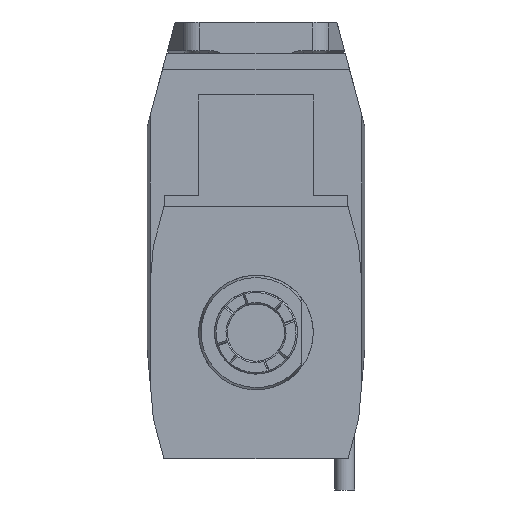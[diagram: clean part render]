
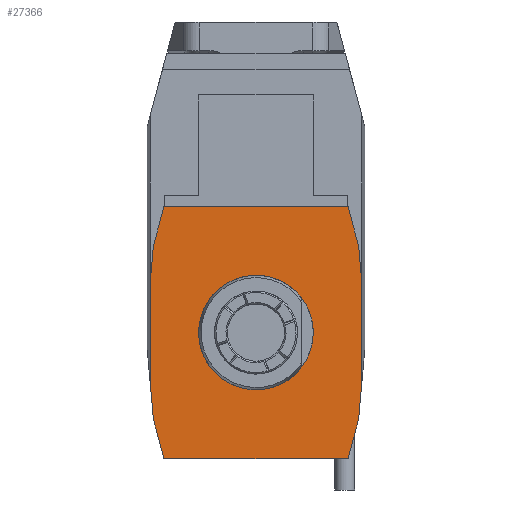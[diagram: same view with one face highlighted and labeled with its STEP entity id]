
A CAD part, front view. The second image highlights one B-rep face of the part: STEP entity #27366.
In plain terms, the highlighted planar face has unit normal (0, -1, 0).
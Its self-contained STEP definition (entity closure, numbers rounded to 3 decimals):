
#95 = CARTESIAN_POINT ( 'NONE',  ( 35.867, -100., -80.155 ) ) ;
#682 = LINE ( 'NONE', #16570, #21730 ) ;
#973 = CARTESIAN_POINT ( 'NONE',  ( -37., -100., -67.21 ) ) ;
#1040 = VECTOR ( 'NONE', #15077, 1000. ) ;
#1077 = DIRECTION ( 'NONE',  ( -0.087, 0., -0.996 ) ) ;
#1168 = DIRECTION ( 'NONE',  ( 0., 0., -1. ) ) ;
#1728 = DIRECTION ( 'NONE',  ( -1., 0., 0. ) ) ;
#2067 = CIRCLE ( 'NONE', #13732, 19.656 ) ;
#2443 = ORIENTED_EDGE ( 'NONE', *, *, #3043, .F. ) ;
#2672 = ORIENTED_EDGE ( 'NONE', *, *, #27867, .F. ) ;
#2722 = CARTESIAN_POINT ( 'NONE',  ( -32.158, -100., -6. ) ) ;
#2748 = ORIENTED_EDGE ( 'NONE', *, *, #6053, .F. ) ;
#3043 = EDGE_CURVE ( 'NONE', #18997, #27663, #10993, .T. ) ;
#3156 = DIRECTION ( 'NONE',  ( -1., 0., 0. ) ) ;
#3179 = EDGE_CURVE ( 'NONE', #25209, #25550, #22189, .T. ) ;
#3886 = CARTESIAN_POINT ( 'NONE',  ( 35.867, -100., -80.155 ) ) ;
#3896 = CARTESIAN_POINT ( 'NONE',  ( 35.867, -100., -19.845 ) ) ;
#4065 = EDGE_CURVE ( 'NONE', #19905, #17283, #13815, .T. ) ;
#4190 = EDGE_CURVE ( 'NONE', #25209, #13902, #12660, .T. ) ;
#4680 = VECTOR ( 'NONE', #20988, 1000. ) ;
#4722 = VECTOR ( 'NONE', #1077, 1000. ) ;
#5171 = LINE ( 'NONE', #7346, #4722 ) ;
#5545 = CARTESIAN_POINT ( 'NONE',  ( -32.158, -100., -6. ) ) ;
#6053 = EDGE_CURVE ( 'NONE', #10606, #26627, #682, .T. ) ;
#6115 = CARTESIAN_POINT ( 'NONE',  ( 0., -100., -50. ) ) ;
#7346 = CARTESIAN_POINT ( 'NONE',  ( 42.314, -100., -6.465 ) ) ;
#7521 = LINE ( 'NONE', #2722, #22492 ) ;
#8038 = VERTEX_POINT ( 'NONE', #21262 ) ;
#8057 = LINE ( 'NONE', #19265, #9381 ) ;
#8308 = CARTESIAN_POINT ( 'NONE',  ( 32.158, -100., -6. ) ) ;
#8638 = VECTOR ( 'NONE', #22340, 1000. ) ;
#9381 = VECTOR ( 'NONE', #18983, 1000. ) ;
#9773 = LINE ( 'NONE', #10227, #14375 ) ;
#9817 = LINE ( 'NONE', #18689, #4680 ) ;
#9832 = CARTESIAN_POINT ( 'NONE',  ( -37., -100., -32.79 ) ) ;
#10161 = ORIENTED_EDGE ( 'NONE', *, *, #23439, .F. ) ;
#10227 = CARTESIAN_POINT ( 'NONE',  ( -35.867, -100., -19.845 ) ) ;
#10606 = VERTEX_POINT ( 'NONE', #20617 ) ;
#10993 = LINE ( 'NONE', #13038, #11861 ) ;
#11252 = DIRECTION ( 'NONE',  ( 1., 0., 0. ) ) ;
#11861 = VECTOR ( 'NONE', #21874, 1000. ) ;
#11999 = EDGE_LOOP ( 'NONE', ( #15253 ) ) ;
#12412 = DIRECTION ( 'NONE',  ( 0., 1., 0. ) ) ;
#12541 = CARTESIAN_POINT ( 'NONE',  ( 37., -100., -6. ) ) ;
#12579 = ORIENTED_EDGE ( 'NONE', *, *, #4190, .F. ) ;
#12660 = LINE ( 'NONE', #28544, #26215 ) ;
#12798 = EDGE_CURVE ( 'NONE', #22029, #15630, #23333, .T. ) ;
#12931 = DIRECTION ( 'NONE',  ( -0.087, 0., 0.996 ) ) ;
#12954 = FACE_OUTER_BOUND ( 'NONE', #13332, .T. ) ;
#12957 = ORIENTED_EDGE ( 'NONE', *, *, #3179, .T. ) ;
#13038 = CARTESIAN_POINT ( 'NONE',  ( -34.112, -100., 0.221 ) ) ;
#13332 = EDGE_LOOP ( 'NONE', ( #17169, #2672, #2748, #10161, #22291, #26639, #20489, #2443, #23083, #12579, #12957, #14807 ) ) ;
#13428 = CARTESIAN_POINT ( 'NONE',  ( 32.158, -100., -94. ) ) ;
#13732 = AXIS2_PLACEMENT_3D ( 'NONE', #6115, #12412, #1168 ) ;
#13735 = EDGE_CURVE ( 'NONE', #25550, #19905, #24427, .T. ) ;
#13815 = LINE ( 'NONE', #95, #20685 ) ;
#13902 = VERTEX_POINT ( 'NONE', #973 ) ;
#13967 = CARTESIAN_POINT ( 'NONE',  ( -35.867, -100., -80.155 ) ) ;
#14375 = VECTOR ( 'NONE', #25439, 1000. ) ;
#14490 = EDGE_CURVE ( 'NONE', #8038, #8038, #2067, .T. ) ;
#14703 = PLANE ( 'NONE',  #26541 ) ;
#14799 = CARTESIAN_POINT ( 'NONE',  ( 32.158, -100., -6. ) ) ;
#14807 = ORIENTED_EDGE ( 'NONE', *, *, #13735, .T. ) ;
#15077 = DIRECTION ( 'NONE',  ( -0.259, 0., 0.966 ) ) ;
#15253 = ORIENTED_EDGE ( 'NONE', *, *, #14490, .T. ) ;
#15557 = VERTEX_POINT ( 'NONE', #5545 ) ;
#15630 = VERTEX_POINT ( 'NONE', #8308 ) ;
#15944 = EDGE_CURVE ( 'NONE', #15630, #15557, #7521, .T. ) ;
#16570 = CARTESIAN_POINT ( 'NONE',  ( 37., -100., -6. ) ) ;
#17167 = DIRECTION ( 'NONE',  ( 0., -1., 0. ) ) ;
#17169 = ORIENTED_EDGE ( 'NONE', *, *, #4065, .T. ) ;
#17283 = VERTEX_POINT ( 'NONE', #3886 ) ;
#17568 = CARTESIAN_POINT ( 'NONE',  ( -32.158, -100., -94. ) ) ;
#18033 = DIRECTION ( 'NONE',  ( 0.259, 0., 0.966 ) ) ;
#18689 = CARTESIAN_POINT ( 'NONE',  ( 34.674, -100., -6.204 ) ) ;
#18983 = DIRECTION ( 'NONE',  ( 0., 0., -1. ) ) ;
#18997 = VERTEX_POINT ( 'NONE', #9832 ) ;
#19265 = CARTESIAN_POINT ( 'NONE',  ( -37., -100., -6. ) ) ;
#19905 = VERTEX_POINT ( 'NONE', #28178 ) ;
#20462 = CARTESIAN_POINT ( 'NONE',  ( 37., -100., -67.21 ) ) ;
#20489 = ORIENTED_EDGE ( 'NONE', *, *, #21691, .T. ) ;
#20617 = CARTESIAN_POINT ( 'NONE',  ( 37., -100., -32.79 ) ) ;
#20685 = VECTOR ( 'NONE', #18033, 1000. ) ;
#20988 = DIRECTION ( 'NONE',  ( 0.087, 0., -0.996 ) ) ;
#21262 = CARTESIAN_POINT ( 'NONE',  ( 0., -100., -69.656 ) ) ;
#21643 = FACE_BOUND ( 'NONE', #11999, .T. ) ;
#21691 = EDGE_CURVE ( 'NONE', #15557, #27663, #9773, .T. ) ;
#21730 = VECTOR ( 'NONE', #24965, 1000. ) ;
#21874 = DIRECTION ( 'NONE',  ( 0.087, 0., 0.996 ) ) ;
#22029 = VERTEX_POINT ( 'NONE', #3896 ) ;
#22189 = LINE ( 'NONE', #17568, #8638 ) ;
#22291 = ORIENTED_EDGE ( 'NONE', *, *, #12798, .T. ) ;
#22340 = DIRECTION ( 'NONE',  ( 0.259, 0., -0.966 ) ) ;
#22492 = VECTOR ( 'NONE', #3156, 1000. ) ;
#23083 = ORIENTED_EDGE ( 'NONE', *, *, #27935, .T. ) ;
#23333 = LINE ( 'NONE', #14799, #1040 ) ;
#23439 = EDGE_CURVE ( 'NONE', #22029, #10606, #9817, .T. ) ;
#24050 = CARTESIAN_POINT ( 'NONE',  ( -35.867, -100., -19.845 ) ) ;
#24427 = LINE ( 'NONE', #13428, #25701 ) ;
#24965 = DIRECTION ( 'NONE',  ( 0., 0., -1. ) ) ;
#25209 = VERTEX_POINT ( 'NONE', #13967 ) ;
#25439 = DIRECTION ( 'NONE',  ( -0.259, 0., -0.966 ) ) ;
#25550 = VERTEX_POINT ( 'NONE', #27922 ) ;
#25701 = VECTOR ( 'NONE', #11252, 1000. ) ;
#26215 = VECTOR ( 'NONE', #12931, 1000. ) ;
#26541 = AXIS2_PLACEMENT_3D ( 'NONE', #12541, #17167, #1728 ) ;
#26627 = VERTEX_POINT ( 'NONE', #20462 ) ;
#26639 = ORIENTED_EDGE ( 'NONE', *, *, #15944, .T. ) ;
#27366 = ADVANCED_FACE ( 'Defeature completata1_242', ( #12954, #21643 ), #14703, .T. ) ;
#27663 = VERTEX_POINT ( 'NONE', #24050 ) ;
#27867 = EDGE_CURVE ( 'NONE', #26627, #17283, #5171, .T. ) ;
#27922 = CARTESIAN_POINT ( 'NONE',  ( -32.158, -100., -94. ) ) ;
#27935 = EDGE_CURVE ( 'NONE', #18997, #13902, #8057, .T. ) ;
#28178 = CARTESIAN_POINT ( 'NONE',  ( 32.158, -100., -94. ) ) ;
#28544 = CARTESIAN_POINT ( 'NONE',  ( -41.752, -100., -12.89 ) ) ;
